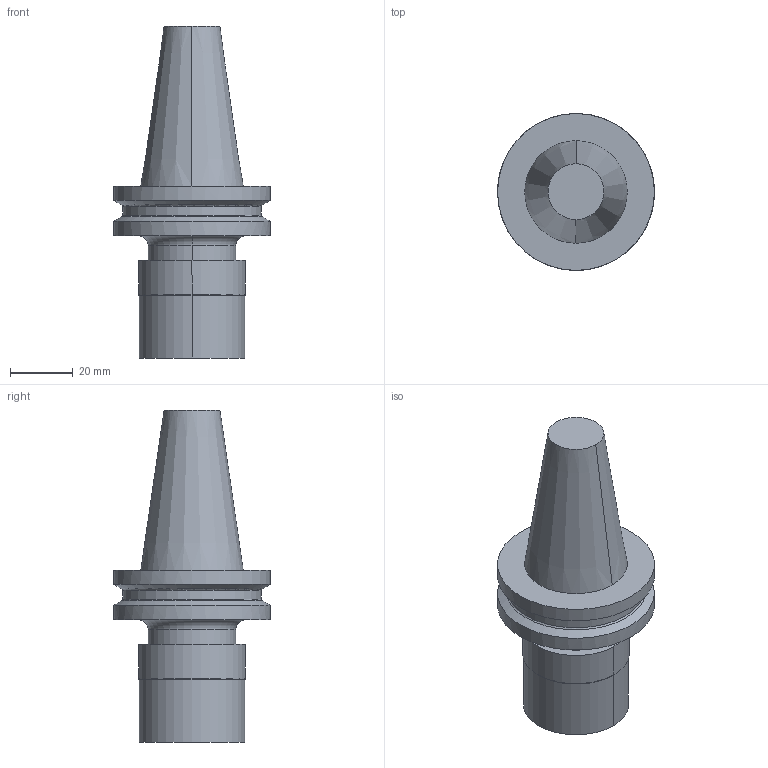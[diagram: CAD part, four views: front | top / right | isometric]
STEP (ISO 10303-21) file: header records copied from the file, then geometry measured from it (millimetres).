
FILE_DESCRIPTION(/* description */ (''),/* implementation_level */ '2;1');
FILE_NAME(/* name */ '69871.30AD-QTCW.M3.M14.stp',/* time_stamp */ '2024-07-22T11:16:02+02:00',/* author */ (''),/* organization */ (''),/* preprocessor_version */ 'ST-DEVELOPER v16.7',/* originating_system */ 'SIEMENS PLM Software NX 12.0',/* authorisation */ '');
FILE_SCHEMA (('AUTOMOTIVE_DESIGN { 1 0 10303 214 3 1 1 1 }'));
Length unit declared in the file: millimetre
Products named in the file (1): pf6612088076yuqd
Bounding box: 50 x 50 x 105.8 mm (x, y, z)
Volume: 87941.8 mm3; surface area: 14795.5 mm2
Topology: 1 solids, 1 shells, 24 faces, 51 edges, 32 vertices
Faces by surface type: cylinder 9, torus 6, plane 5, cone 4
Full cylindrical faces by diameter (mm): 44.05 x1, 50 x2
Entity records: 631 total; most frequent: DIRECTION 124, CARTESIAN_POINT 92, ORIENTED_EDGE 76, AXIS2_PLACEMENT_3D 58, EDGE_CURVE 38, EDGE_LOOP 34, CIRCLE 30, VERTEX_POINT 26
